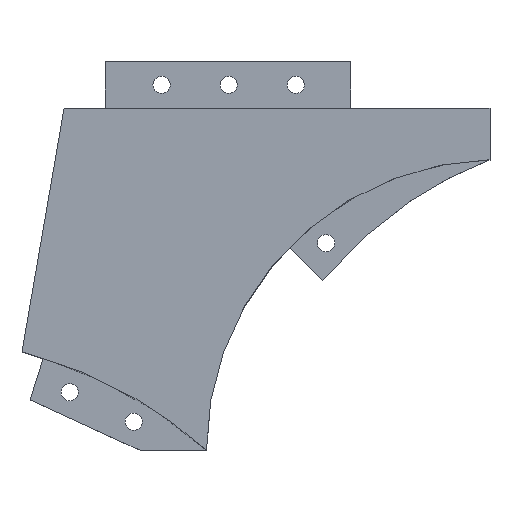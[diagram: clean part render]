
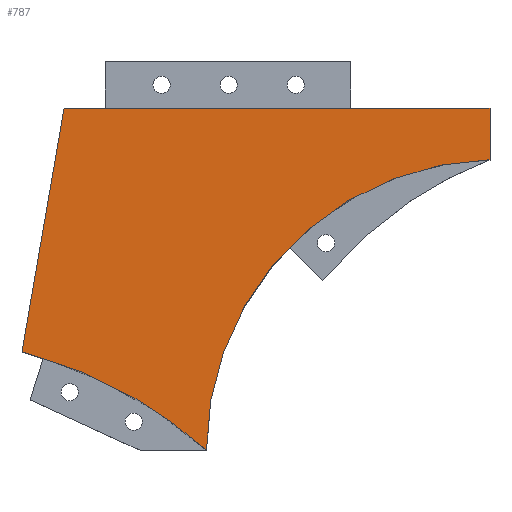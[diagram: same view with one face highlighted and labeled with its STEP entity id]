
A CAD part, top view. The second image highlights one B-rep face of the part: STEP entity #787.
In plain terms, the highlighted planar face has unit normal (0, 0, 1).
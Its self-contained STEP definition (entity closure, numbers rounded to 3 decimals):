
#21 = B_SPLINE_CURVE_WITH_KNOTS ( 'NONE', 2,
 ( #251, #685, #850 ),
 .UNSPECIFIED., .F., .F.,
 ( 3, 3 ),
 ( 0., 1. ),
 .UNSPECIFIED. ) ;
#38 = CARTESIAN_POINT ( 'NONE',  ( 96.954, -16.721, 30. ) ) ;
#39 = EDGE_LOOP ( 'NONE', ( #333, #908, #854, #67, #455 ) ) ;
#67 = ORIENTED_EDGE ( 'NONE', *, *, #531, .F. ) ;
#87 = CIRCLE ( 'NONE', #414, 86.616 ) ;
#107 = DIRECTION ( 'NONE',  ( 0., 0., 1. ) ) ;
#134 = CARTESIAN_POINT ( 'NONE',  ( 236.472, -58.068, 30. ) ) ;
#157 = CARTESIAN_POINT ( 'NONE',  ( 94.875, -28.779, 30. ) ) ;
#208 = VECTOR ( 'NONE', #433, 1000. ) ;
#230 = CARTESIAN_POINT ( 'NONE',  ( 107.405, 43.875, 30. ) ) ;
#234 = AXIS2_PLACEMENT_3D ( 'NONE', #460, #107, #548 ) ;
#247 = EDGE_CURVE ( 'NONE', #957, #505, #879, .T. ) ;
#251 = CARTESIAN_POINT ( 'NONE',  ( 94.875, -28.779, 30. ) ) ;
#333 = ORIENTED_EDGE ( 'NONE', *, *, #247, .T. ) ;
#338 = EDGE_CURVE ( 'NONE', #807, #542, #87, .T. ) ;
#385 = LINE ( 'NONE', #426, #729 ) ;
#412 = CARTESIAN_POINT ( 'NONE',  ( 234.384, 28.524, 30. ) ) ;
#414 = AXIS2_PLACEMENT_3D ( 'NONE', #134, #748, #1012 ) ;
#426 = CARTESIAN_POINT ( 'NONE',  ( 234.384, 0., 30. ) ) ;
#433 = DIRECTION ( 'NONE',  ( -1., 0., 0. ) ) ;
#455 = ORIENTED_EDGE ( 'NONE', *, *, #1067, .T. ) ;
#460 = CARTESIAN_POINT ( 'NONE',  ( 0., 0., 30. ) ) ;
#476 = CARTESIAN_POINT ( 'NONE',  ( 234.384, 43.875, 30. ) ) ;
#480 = DIRECTION ( 'NONE',  ( -0.17, -0.985, 0. ) ) ;
#499 = EDGE_CURVE ( 'NONE', #505, #807, #21, .T. ) ;
#505 = VERTEX_POINT ( 'NONE', #157 ) ;
#510 = LINE ( 'NONE', #594, #208 ) ;
#531 = EDGE_CURVE ( 'NONE', #864, #542, #385, .T. ) ;
#542 = VERTEX_POINT ( 'NONE', #412 ) ;
#543 = PLANE ( 'NONE',  #234 ) ;
#548 = DIRECTION ( 'NONE',  ( 1., 0., 0. ) ) ;
#553 = VECTOR ( 'NONE', #480, 1000. ) ;
#594 = CARTESIAN_POINT ( 'NONE',  ( 0., 43.875, 30. ) ) ;
#685 = CARTESIAN_POINT ( 'NONE',  ( 125.819, -36.766, 30. ) ) ;
#715 = CARTESIAN_POINT ( 'NONE',  ( 149.856, -58.068, 30. ) ) ;
#729 = VECTOR ( 'NONE', #1039, 1000. ) ;
#748 = DIRECTION ( 'NONE',  ( 0., 0., -1. ) ) ;
#787 = ADVANCED_FACE ( 'NONE', ( #985 ), #543, .T. ) ;
#807 = VERTEX_POINT ( 'NONE', #715 ) ;
#850 = CARTESIAN_POINT ( 'NONE',  ( 149.856, -58.068, 30. ) ) ;
#854 = ORIENTED_EDGE ( 'NONE', *, *, #338, .T. ) ;
#864 = VERTEX_POINT ( 'NONE', #476 ) ;
#879 = LINE ( 'NONE', #38, #553 ) ;
#908 = ORIENTED_EDGE ( 'NONE', *, *, #499, .T. ) ;
#957 = VERTEX_POINT ( 'NONE', #230 ) ;
#985 = FACE_OUTER_BOUND ( 'NONE', #39, .T. ) ;
#1012 = DIRECTION ( 'NONE',  ( 1., 0., 0. ) ) ;
#1039 = DIRECTION ( 'NONE',  ( 0., -1., 0. ) ) ;
#1067 = EDGE_CURVE ( 'NONE', #864, #957, #510, .T. ) ;
